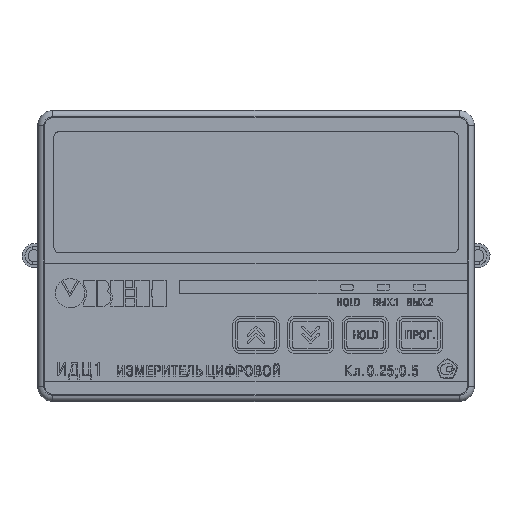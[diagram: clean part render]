
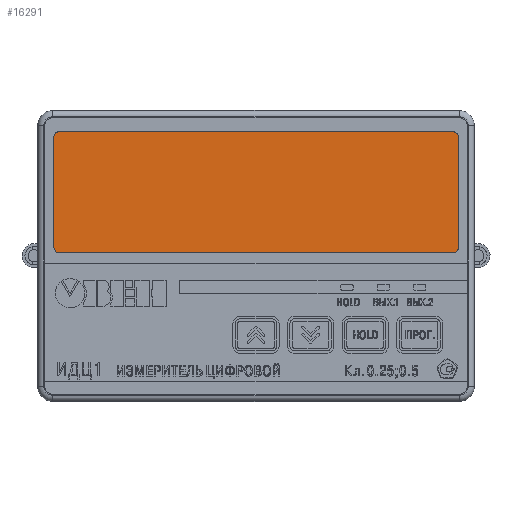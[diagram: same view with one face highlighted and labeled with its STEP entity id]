
A CAD part, top view. The second image highlights one B-rep face of the part: STEP entity #16291.
In plain terms, the highlighted planar face has unit normal (0, 0, 1).
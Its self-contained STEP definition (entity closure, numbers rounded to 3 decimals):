
#637 = PLANE ( 'NONE',  #59030 ) ;
#778 = VECTOR ( 'NONE', #11406, 1000. ) ;
#1086 = CARTESIAN_POINT ( 'NONE',  ( 3.889, 46.75, 0.1 ) ) ;
#2420 = VERTEX_POINT ( 'NONE', #36308 ) ;
#2892 = ORIENTED_EDGE ( 'NONE', *, *, #8634, .T. ) ;
#3575 = VERTEX_POINT ( 'NONE', #10392 ) ;
#3626 = LINE ( 'NONE', #5847, #31141 ) ;
#5847 = CARTESIAN_POINT ( 'NONE',  ( 134.663, 86.75, 0.1 ) ) ;
#6674 = CARTESIAN_POINT ( 'NONE',  ( 4.924, 46.75, 0.1 ) ) ;
#8634 = EDGE_CURVE ( 'NONE', #3575, #61024, #46299, .T. ) ;
#8801 = CARTESIAN_POINT ( 'NONE',  ( 134.663, 86.75, 0.1 ) ) ;
#10392 = CARTESIAN_POINT ( 'NONE',  ( 3.044, 48.75, 0.1 ) ) ;
#11389 = VERTEX_POINT ( 'NONE', #46594 ) ;
#11406 = DIRECTION ( 'NONE',  ( 0., 1., 0. ) ) ;
#13614 = EDGE_CURVE ( 'NONE', #37828, #11389, #3626, .T. ) ;
#16291 = ADVANCED_FACE ( 'NONE', ( #63611 ), #637, .F. ) ;
#16893 = DIRECTION ( 'NONE',  ( -1., 0., 0. ) ) ;
#17865 = CARTESIAN_POINT ( 'NONE',  ( 3.044, 84.75, 0.1 ) ) ;
#19209 = DIRECTION ( 'NONE',  ( 1., 0., 0. ) ) ;
#20248 = CARTESIAN_POINT ( 'NONE',  ( 3.044, 84.75, 0.1 ) ) ;
#20898 = CARTESIAN_POINT ( 'NONE',  ( 135.698, 46.75, 0.1 ) ) ;
#21313 = B_SPLINE_CURVE_WITH_KNOTS ( 'NONE', 3,
 ( #30662, #41469, #41692, #8801 ),
 .UNSPECIFIED., .F., .F.,
 ( 4, 4 ),
 ( 0.375, 0.5 ),
 .UNSPECIFIED. ) ;
#22970 = EDGE_CURVE ( 'NONE', #11389, #68556, #41575, .T. ) ;
#23504 = VECTOR ( 'NONE', #19209, 1000. ) ;
#25561 = B_SPLINE_CURVE_WITH_KNOTS ( 'NONE', 3,
 ( #59237, #20898, #31916, #70327 ),
 .UNSPECIFIED., .F., .F.,
 ( 4, 4 ),
 ( 0.125, 0.25 ),
 .UNSPECIFIED. ) ;
#25774 = DIRECTION ( 'NONE',  ( 0., -1., 0. ) ) ;
#27173 = VERTEX_POINT ( 'NONE', #70041 ) ;
#27667 = EDGE_LOOP ( 'NONE', ( #2892, #55201, #53913, #47903, #60039, #50709, #59432, #37522 ) ) ;
#28484 = DIRECTION ( 'NONE',  ( 0., 0., -1. ) ) ;
#29907 = CARTESIAN_POINT ( 'NONE',  ( 3.044, 85.85, 0.1 ) ) ;
#29959 = LINE ( 'NONE', #38296, #778 ) ;
#30662 = CARTESIAN_POINT ( 'NONE',  ( 136.543, 84.75, 0.1 ) ) ;
#31141 = VECTOR ( 'NONE', #16893, 1000. ) ;
#31916 = CARTESIAN_POINT ( 'NONE',  ( 136.543, 47.65, 0.1 ) ) ;
#32401 = VECTOR ( 'NONE', #25774, 1000. ) ;
#33483 = CARTESIAN_POINT ( 'NONE',  ( 3.044, 47.65, 0.1 ) ) ;
#36021 = EDGE_CURVE ( 'NONE', #68556, #3575, #46994, .T. ) ;
#36308 = CARTESIAN_POINT ( 'NONE',  ( 134.663, 46.75, 0.1 ) ) ;
#37522 = ORIENTED_EDGE ( 'NONE', *, *, #36021, .T. ) ;
#37828 = VERTEX_POINT ( 'NONE', #48254 ) ;
#38296 = CARTESIAN_POINT ( 'NONE',  ( 136.543, 48.75, 0.1 ) ) ;
#39488 = CARTESIAN_POINT ( 'NONE',  ( 4.924, 46.75, 0.1 ) ) ;
#39705 = EDGE_CURVE ( 'NONE', #27173, #37828, #21313, .T. ) ;
#41371 = EDGE_CURVE ( 'NONE', #63465, #27173, #29959, .T. ) ;
#41469 = CARTESIAN_POINT ( 'NONE',  ( 136.543, 85.85, 0.1 ) ) ;
#41575 = B_SPLINE_CURVE_WITH_KNOTS ( 'NONE', 3,
 ( #57295, #62784, #29907, #68329 ),
 .UNSPECIFIED., .F., .F.,
 ( 4, 4 ),
 ( 0.625, 0.75 ),
 .UNSPECIFIED. ) ;
#41692 = CARTESIAN_POINT ( 'NONE',  ( 135.697, 86.75, 0.1 ) ) ;
#46299 = B_SPLINE_CURVE_WITH_KNOTS ( 'NONE', 3,
 ( #66821, #33483, #1086, #39488 ),
 .UNSPECIFIED., .F., .F.,
 ( 4, 4 ),
 ( 0.875, 1. ),
 .UNSPECIFIED. ) ;
#46594 = CARTESIAN_POINT ( 'NONE',  ( 4.924, 86.75, 0.1 ) ) ;
#46994 = LINE ( 'NONE', #20248, #32401 ) ;
#47903 = ORIENTED_EDGE ( 'NONE', *, *, #41371, .T. ) ;
#48254 = CARTESIAN_POINT ( 'NONE',  ( 134.663, 86.75, 0.1 ) ) ;
#49615 = EDGE_CURVE ( 'NONE', #61024, #2420, #70722, .T. ) ;
#50709 = ORIENTED_EDGE ( 'NONE', *, *, #13614, .T. ) ;
#53913 = ORIENTED_EDGE ( 'NONE', *, *, #62683, .T. ) ;
#55201 = ORIENTED_EDGE ( 'NONE', *, *, #49615, .T. ) ;
#55373 = CARTESIAN_POINT ( 'NONE',  ( 136.543, 48.75, 0.1 ) ) ;
#57295 = CARTESIAN_POINT ( 'NONE',  ( 4.924, 86.75, 0.1 ) ) ;
#59030 = AXIS2_PLACEMENT_3D ( 'NONE', #61322, #28484, #66844 ) ;
#59237 = CARTESIAN_POINT ( 'NONE',  ( 134.663, 46.75, 0.1 ) ) ;
#59432 = ORIENTED_EDGE ( 'NONE', *, *, #22970, .T. ) ;
#60039 = ORIENTED_EDGE ( 'NONE', *, *, #39705, .T. ) ;
#61024 = VERTEX_POINT ( 'NONE', #6674 ) ;
#61322 = CARTESIAN_POINT ( 'NONE',  ( 3.596, 47.337, 0.1 ) ) ;
#62683 = EDGE_CURVE ( 'NONE', #2420, #63465, #25561, .T. ) ;
#62784 = CARTESIAN_POINT ( 'NONE',  ( 3.889, 86.75, 0.1 ) ) ;
#63116 = CARTESIAN_POINT ( 'NONE',  ( 4.924, 46.75, 0.1 ) ) ;
#63465 = VERTEX_POINT ( 'NONE', #55373 ) ;
#63611 = FACE_OUTER_BOUND ( 'NONE', #27667, .T. ) ;
#66821 = CARTESIAN_POINT ( 'NONE',  ( 3.044, 48.75, 0.1 ) ) ;
#66844 = DIRECTION ( 'NONE',  ( -1., 0., 0. ) ) ;
#68329 = CARTESIAN_POINT ( 'NONE',  ( 3.044, 84.75, 0.1 ) ) ;
#68556 = VERTEX_POINT ( 'NONE', #17865 ) ;
#70041 = CARTESIAN_POINT ( 'NONE',  ( 136.543, 84.75, 0.1 ) ) ;
#70327 = CARTESIAN_POINT ( 'NONE',  ( 136.543, 48.75, 0.1 ) ) ;
#70722 = LINE ( 'NONE', #63116, #23504 ) ;
